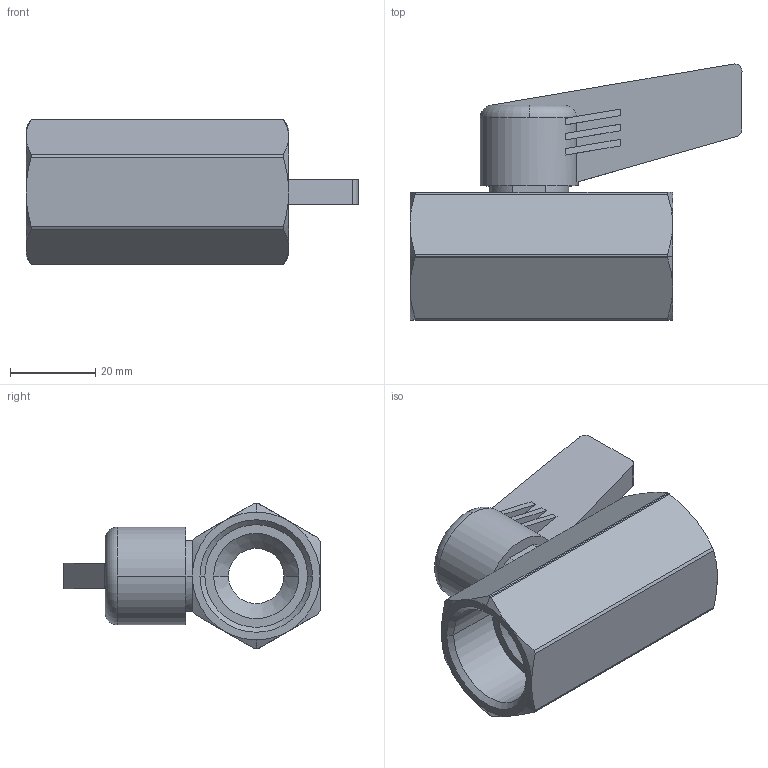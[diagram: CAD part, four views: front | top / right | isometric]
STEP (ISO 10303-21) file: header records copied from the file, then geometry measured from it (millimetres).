
FILE_DESCRIPTION(('STEP AP214'),'1');
FILE_NAME('0492_13_27.stp','2016-07-07T14:24:03',('TraceParts'),('TraceParts S.A.'),'Spatial InterOp 3D',' ',' ');
FILE_SCHEMA(('automotive_design'));
Length unit declared in the file: millimetre
Products named in the file (1): 1
Bounding box: 78 x 60.17 x 34.18 mm (x, y, z)
Volume: 43058 mm3; surface area: 14815.3 mm2
Topology: 1 solids, 1 shells, 95 faces, 242 edges, 152 vertices
Faces by surface type: plane 40, cone 28, cylinder 24, torus 3
Entity records: 3115 total; most frequent: CARTESIAN_POINT 828, DIRECTION 488, ORIENTED_EDGE 484, EDGE_CURVE 242, AXIS2_PLACEMENT_3D 190, VERTEX_POINT 152, LINE 108, VECTOR 108
